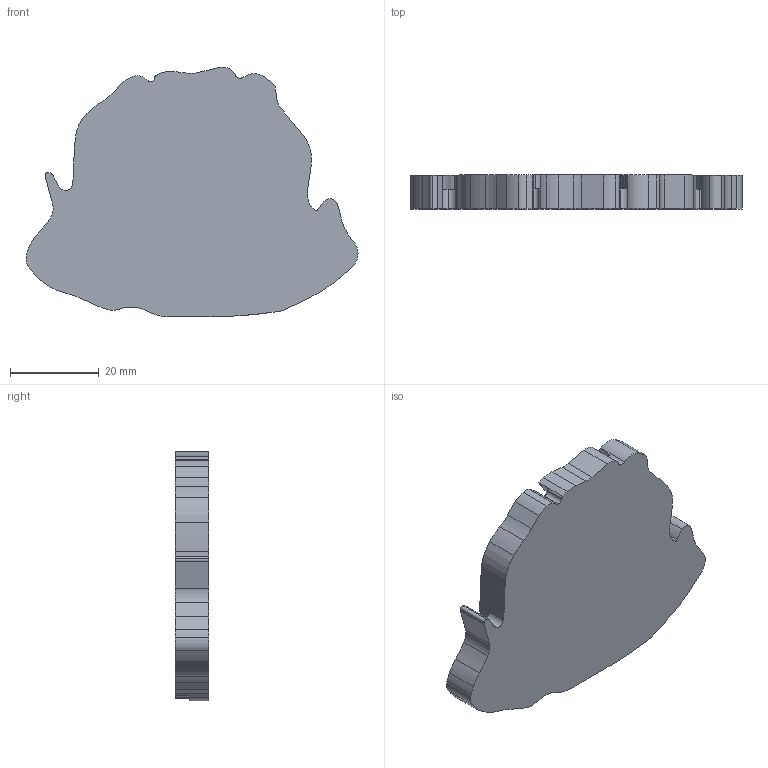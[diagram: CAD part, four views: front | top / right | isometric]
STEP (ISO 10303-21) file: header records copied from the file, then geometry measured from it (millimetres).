
FILE_DESCRIPTION(/* description */ (''),/* implementation_level */ '2;1');
FILE_NAME(/* name */ 'Pug Face STEP.step',/* time_stamp */ '2018-06-08T23:29:44-08:00',/* author */ ('lskaling'),/* organization */ (''),/* preprocessor_version */ 'ST-DEVELOPER v17',/* originating_system */ 'Autodesk Translation Framework v7.1.0.215',/* authorisation */ '');
FILE_SCHEMA (('AUTOMOTIVE_DESIGN { 1 0 10303 214 3 1 1 }'));
Length unit declared in the file: inch
Products named in the file (1): Mom Present 3
Bounding box: 74.78 x 7.62 x 56.19 mm (x, y, z)
Volume: 19397.6 mm3; surface area: 9734.4 mm2
Topology: 1 solids, 1 shells, 302 faces, 878 edges, 583 vertices
Faces by surface type: cylinder 238, plane 64
Full cylindrical faces by diameter (mm): 2.652 x1
Entity records: 10261 total; most frequent: DIRECTION 1964, CARTESIAN_POINT 1764, ORIENTED_EDGE 1756, EDGE_CURVE 878, AXIS2_PLACEMENT_3D 783, VERTEX_POINT 583, CIRCLE 480, LINE 398
